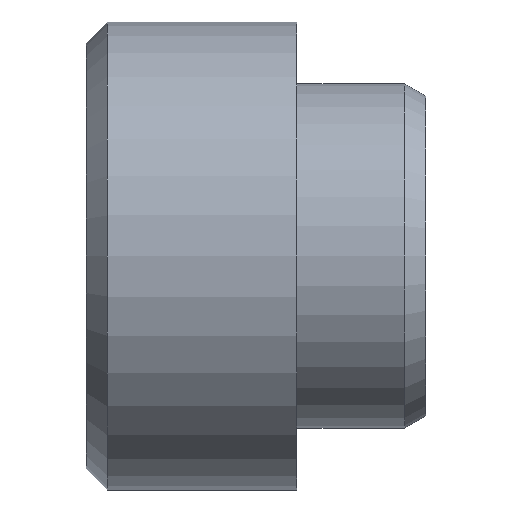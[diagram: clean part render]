
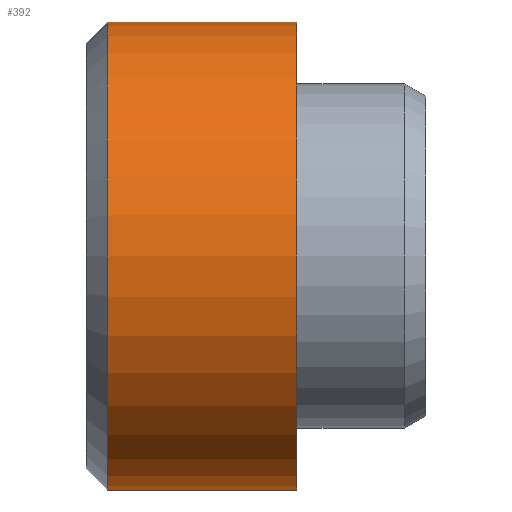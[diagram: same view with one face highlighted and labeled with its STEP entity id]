
A CAD part, left-side view. The second image highlights one B-rep face of the part: STEP entity #392.
In plain terms, the highlighted cylindrical face has radius 2.78 mm (diameter 5.56 mm), a partial arc.
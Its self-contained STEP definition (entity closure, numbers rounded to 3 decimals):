
#13 = CARTESIAN_POINT ( 'NONE',  ( 0., 2.25, 0. ) ) ;
#23 = EDGE_CURVE ( 'NONE', #121, #142, #101, .T. ) ;
#32 = DIRECTION ( 'NONE',  ( 0., 1., 0. ) ) ;
#69 = AXIS2_PLACEMENT_3D ( 'NONE', #102, #312, #259 ) ;
#74 = AXIS2_PLACEMENT_3D ( 'NONE', #13, #380, #330 ) ;
#101 = LINE ( 'NONE', #391, #293 ) ;
#102 = CARTESIAN_POINT ( 'NONE',  ( 0., 36.602, 0. ) ) ;
#110 = CIRCLE ( 'NONE', #74, 2.78 ) ;
#118 = CARTESIAN_POINT ( 'NONE',  ( 0., 2.25, -2.78 ) ) ;
#121 = VERTEX_POINT ( 'NONE', #199 ) ;
#142 = VERTEX_POINT ( 'NONE', #118 ) ;
#160 = ORIENTED_EDGE ( 'NONE', *, *, #411, .T. ) ;
#164 = CIRCLE ( 'NONE', #368, 2.78 ) ;
#166 = EDGE_CURVE ( 'NONE', #461, #424, #527, .T. ) ;
#177 = DIRECTION ( 'NONE',  ( 0., 1., 0. ) ) ;
#183 = ORIENTED_EDGE ( 'NONE', *, *, #494, .T. ) ;
#185 = DIRECTION ( 'NONE',  ( 0., 0., 1. ) ) ;
#199 = CARTESIAN_POINT ( 'NONE',  ( 0., 0., -2.78 ) ) ;
#243 = CARTESIAN_POINT ( 'NONE',  ( 0., 0., 2.78 ) ) ;
#245 = CARTESIAN_POINT ( 'NONE',  ( 0., 0., 0. ) ) ;
#247 = VECTOR ( 'NONE', #266, 1000. ) ;
#259 = DIRECTION ( 'NONE',  ( 0., 0., 1. ) ) ;
#266 = DIRECTION ( 'NONE',  ( 0., 1., 0. ) ) ;
#293 = VECTOR ( 'NONE', #177, 1000. ) ;
#312 = DIRECTION ( 'NONE',  ( 0., 1., 0. ) ) ;
#330 = DIRECTION ( 'NONE',  ( 0., 0., -1. ) ) ;
#333 = CARTESIAN_POINT ( 'NONE',  ( 0., 2.25, 2.78 ) ) ;
#368 = AXIS2_PLACEMENT_3D ( 'NONE', #245, #32, #185 ) ;
#380 = DIRECTION ( 'NONE',  ( 0., -1., 0. ) ) ;
#391 = CARTESIAN_POINT ( 'NONE',  ( 0., 36.602, -2.78 ) ) ;
#392 = ADVANCED_FACE ( 'NONE', ( #522 ), #435, .T. ) ;
#398 = CARTESIAN_POINT ( 'NONE',  ( 0., 36.602, 2.78 ) ) ;
#403 = ORIENTED_EDGE ( 'NONE', *, *, #23, .F. ) ;
#411 = EDGE_CURVE ( 'NONE', #424, #142, #110, .T. ) ;
#424 = VERTEX_POINT ( 'NONE', #333 ) ;
#435 = CYLINDRICAL_SURFACE ( 'NONE', #69, 2.78 ) ;
#437 = EDGE_LOOP ( 'NONE', ( #403, #183, #517, #160 ) ) ;
#461 = VERTEX_POINT ( 'NONE', #243 ) ;
#494 = EDGE_CURVE ( 'NONE', #121, #461, #164, .T. ) ;
#517 = ORIENTED_EDGE ( 'NONE', *, *, #166, .T. ) ;
#522 = FACE_OUTER_BOUND ( 'NONE', #437, .T. ) ;
#527 = LINE ( 'NONE', #398, #247 ) ;
